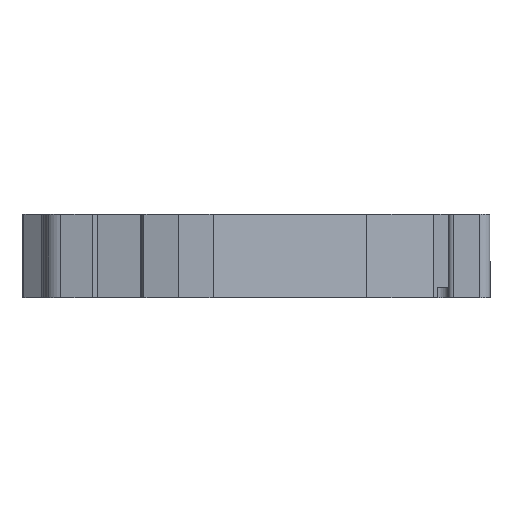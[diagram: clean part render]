
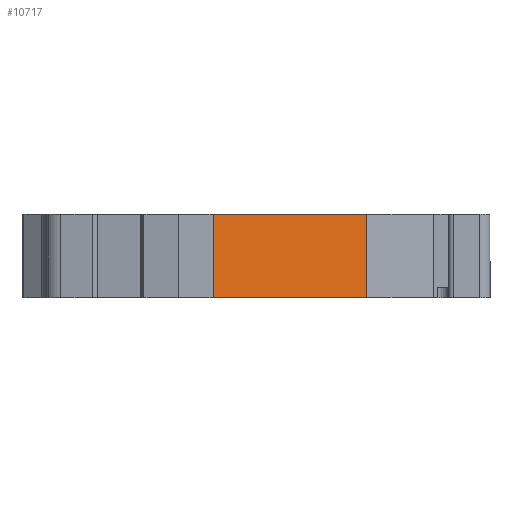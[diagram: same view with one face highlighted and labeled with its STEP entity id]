
A CAD part, left-side view. The second image highlights one B-rep face of the part: STEP entity #10717.
In plain terms, the highlighted planar face has unit normal (-0.984, -0.176, 0).
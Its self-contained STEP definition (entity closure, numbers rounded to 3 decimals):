
#769 = VERTEX_POINT ( 'NONE', #4042 ) ;
#816 = EDGE_CURVE ( 'NONE', #769, #2368, #10818, .T. ) ;
#915 = EDGE_CURVE ( 'NONE', #4878, #2368, #9902, .T. ) ;
#2079 = DIRECTION ( 'NONE',  ( 0.176, -0.984, 0. ) ) ;
#2209 = DIRECTION ( 'NONE',  ( 0., 0., 1. ) ) ;
#2368 = VERTEX_POINT ( 'NONE', #6961 ) ;
#2675 = CARTESIAN_POINT ( 'NONE',  ( -21.202, -58.078, -8.244 ) ) ;
#3094 = VECTOR ( 'NONE', #2079, 1000. ) ;
#3478 = LINE ( 'NONE', #2675, #3094 ) ;
#3655 = ORIENTED_EDGE ( 'NONE', *, *, #5663, .F. ) ;
#4042 = CARTESIAN_POINT ( 'NONE',  ( -33.541, 10.96, -0.244 ) ) ;
#4461 = CARTESIAN_POINT ( 'NONE',  ( -30.906, -3.778, -8.244 ) ) ;
#4878 = VERTEX_POINT ( 'NONE', #4461 ) ;
#5663 = EDGE_CURVE ( 'NONE', #10810, #769, #9950, .T. ) ;
#5811 = ORIENTED_EDGE ( 'NONE', *, *, #816, .F. ) ;
#5835 = VECTOR ( 'NONE', #2209, 1000. ) ;
#6006 = CARTESIAN_POINT ( 'NONE',  ( -33.541, 10.96, -8.244 ) ) ;
#6806 = VECTOR ( 'NONE', #8607, 1000. ) ;
#6961 = CARTESIAN_POINT ( 'NONE',  ( -30.906, -3.778, -0.244 ) ) ;
#8607 = DIRECTION ( 'NONE',  ( 0., 0., 1. ) ) ;
#8850 = CARTESIAN_POINT ( 'NONE',  ( -33.541, 10.96, -0.244 ) ) ;
#9027 = DIRECTION ( 'NONE',  ( -0.176, 0.984, 0. ) ) ;
#9073 = DIRECTION ( 'NONE',  ( 0.984, 0.176, 0. ) ) ;
#9127 = CARTESIAN_POINT ( 'NONE',  ( -21.202, -58.078, -0.244 ) ) ;
#9768 = CARTESIAN_POINT ( 'NONE',  ( -33.541, 10.96, -0.244 ) ) ;
#9775 = FACE_OUTER_BOUND ( 'NONE', #12913, .T. ) ;
#9902 = LINE ( 'NONE', #10586, #5835 ) ;
#9950 = LINE ( 'NONE', #9768, #6806 ) ;
#10173 = ORIENTED_EDGE ( 'NONE', *, *, #12833, .T. ) ;
#10192 = DIRECTION ( 'NONE',  ( 0.176, -0.984, 0. ) ) ;
#10193 = AXIS2_PLACEMENT_3D ( 'NONE', #9127, #9073, #9027 ) ;
#10470 = VECTOR ( 'NONE', #10192, 1000. ) ;
#10586 = CARTESIAN_POINT ( 'NONE',  ( -30.906, -3.778, -0.244 ) ) ;
#10717 = ADVANCED_FACE ( 'NONE', ( #9775 ), #11127, .F. ) ;
#10810 = VERTEX_POINT ( 'NONE', #6006 ) ;
#10818 = LINE ( 'NONE', #8850, #10470 ) ;
#10863 = ORIENTED_EDGE ( 'NONE', *, *, #915, .T. ) ;
#11127 = PLANE ( 'NONE',  #10193 ) ;
#12833 = EDGE_CURVE ( 'NONE', #10810, #4878, #3478, .T. ) ;
#12913 = EDGE_LOOP ( 'NONE', ( #10863, #5811, #3655, #10173 ) ) ;
